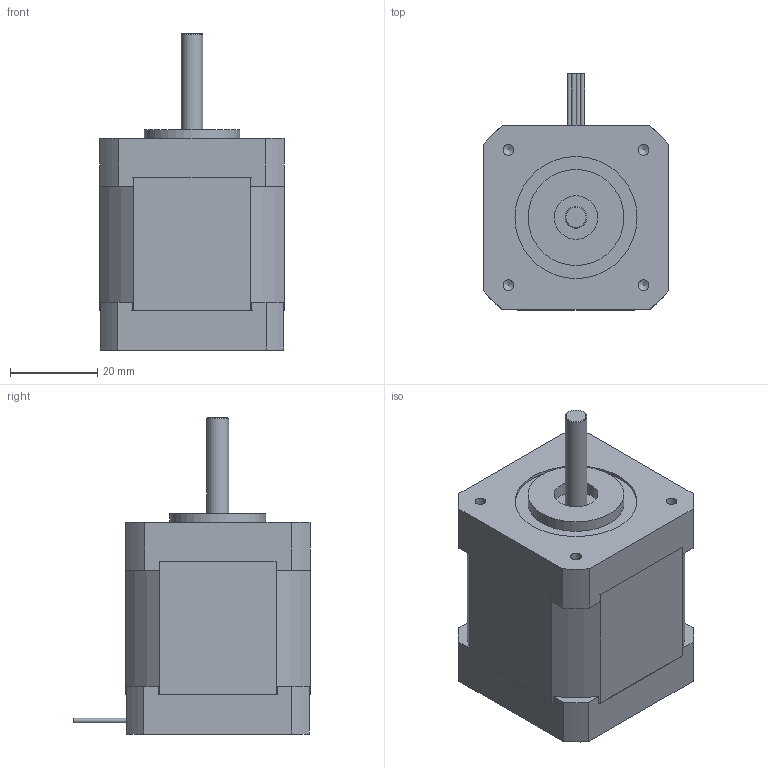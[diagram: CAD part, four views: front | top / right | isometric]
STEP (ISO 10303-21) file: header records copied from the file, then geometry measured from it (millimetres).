
FILE_DESCRIPTION(/* description */ (''),/* implementation_level */ '2;1');
FILE_NAME(/* name */ 'ST4118L1804-A.stp',/* time_stamp */ '2020-06-25T09:32:00+02:00',/* author */ ('angelika.schneid'),/* organization */ (''),/* preprocessor_version */ 'ST-DEVELOPER v17.2',/* originating_system */ 'Autodesk Inventor 2019',/* authorisation */ '');
FILE_SCHEMA (('AUTOMOTIVE_DESIGN { 1 0 10303 214 3 1 1 }'));
Length unit declared in the file: millimetre
Products named in the file (1): ST4118L..._A_Shrinkwrap_1
Bounding box: 42.3 x 54.15 x 72.54 mm (x, y, z)
Volume: 83471.2 mm3; surface area: 20524.9 mm2
Topology: 10 solids, 10 shells, 256 faces, 677 edges, 450 vertices
Faces by surface type: plane 123, cone 66, cylinder 59, sphere 4, torus 4
Full cylindrical faces by diameter (mm): 1 x5, 2.275 x4, 2.459 x4, 2.5 x4, 2.7 x4, 5 x3, 6 x4, 10 x1, 22 x1, 28 x1
Entity records: 8389 total; most frequent: CARTESIAN_POINT 1571, DIRECTION 1433, ORIENTED_EDGE 1344, EDGE_CURVE 672, AXIS2_PLACEMENT_3D 584, VERTEX_POINT 450, CIRCLE 311, EDGE_LOOP 285
